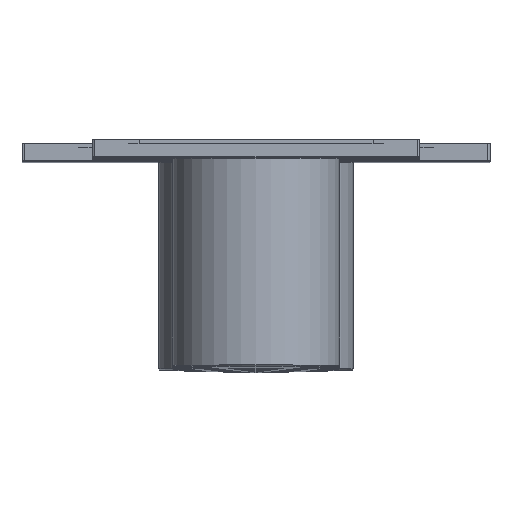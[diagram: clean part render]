
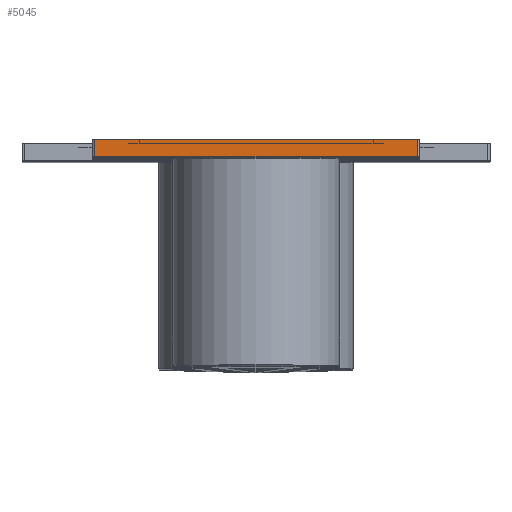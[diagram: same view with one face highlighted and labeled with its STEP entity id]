
A CAD part, top view. The second image highlights one B-rep face of the part: STEP entity #5045.
In plain terms, the highlighted planar face has unit normal (0, 0, 1).
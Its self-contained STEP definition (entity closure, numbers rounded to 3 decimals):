
#272=LINE('',#17346,#532);
#273=LINE('',#17354,#533);
#275=LINE('',#17360,#535);
#276=LINE('',#17362,#536);
#532=VECTOR('',#6772,1000.);
#533=VECTOR('',#6783,1000.);
#535=VECTOR('',#6789,1000.);
#536=VECTOR('',#6790,1000.);
#1042=PLANE('',#5580);
#2429=ORIENTED_EDGE('',*,*,#3223,.F.);
#2430=ORIENTED_EDGE('',*,*,#3230,.T.);
#2431=ORIENTED_EDGE('',*,*,#3231,.T.);
#2432=ORIENTED_EDGE('',*,*,#3227,.F.);
#3223=EDGE_CURVE('',#3769,#3770,#272,.F.);
#3227=EDGE_CURVE('',#3770,#3772,#273,.T.);
#3230=EDGE_CURVE('',#3769,#3774,#275,.T.);
#3231=EDGE_CURVE('',#3774,#3772,#276,.T.);
#3769=VERTEX_POINT('',#17345);
#3770=VERTEX_POINT('',#17347);
#3772=VERTEX_POINT('',#17355);
#3774=VERTEX_POINT('',#17361);
#4362=EDGE_LOOP('',(#2429,#2430,#2431,#2432));
#4718=FACE_BOUND('',#4362,.T.);
#5045=ADVANCED_FACE('',(#4718),#1042,.T.);
#5580=AXIS2_PLACEMENT_3D('',#17359,#6787,#6788);
#6772=DIRECTION('',(0.,1.,0.));
#6783=DIRECTION('',(-1.,0.,0.));
#6787=DIRECTION('',(0.,0.,1.));
#6788=DIRECTION('',(-1.,0.,0.));
#6789=DIRECTION('',(-1.,0.,0.));
#6790=DIRECTION('',(0.,-1.,0.));
#17345=CARTESIAN_POINT('',(34.5,-3.,35.));
#17346=CARTESIAN_POINT('',(34.5,-3.,35.));
#17347=CARTESIAN_POINT('',(34.5,-6.8,35.));
#17354=CARTESIAN_POINT('',(34.5,-6.8,35.));
#17355=CARTESIAN_POINT('',(-34.5,-6.8,35.));
#17359=CARTESIAN_POINT('',(34.5,-3.,35.));
#17360=CARTESIAN_POINT('',(34.5,-3.,35.));
#17361=CARTESIAN_POINT('',(-34.5,-3.,35.));
#17362=CARTESIAN_POINT('',(-34.5,-3.,35.));
